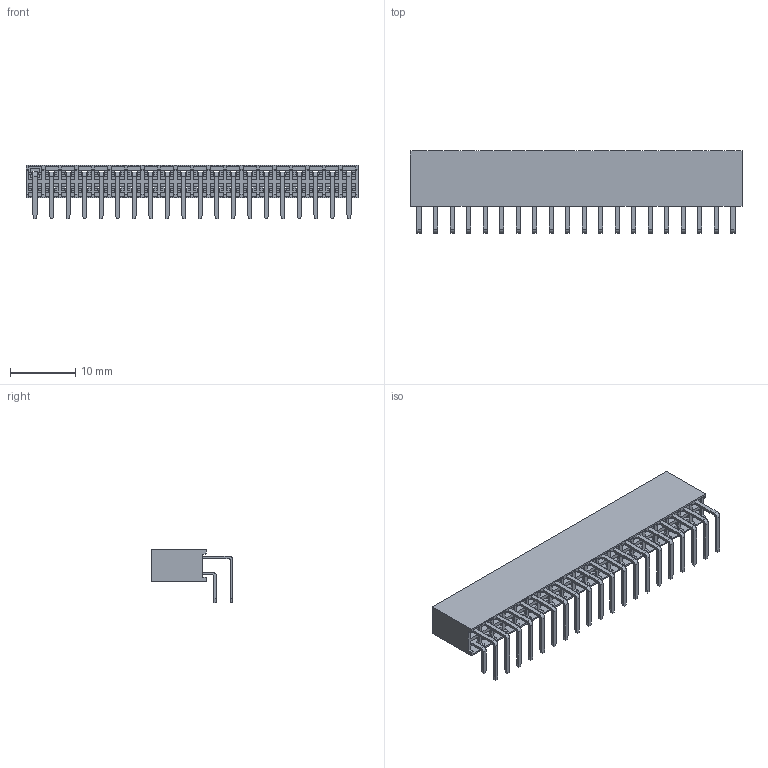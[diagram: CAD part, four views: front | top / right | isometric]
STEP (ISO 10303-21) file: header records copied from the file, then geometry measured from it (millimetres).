
FILE_DESCRIPTION(('STEP AP242'),'1');
FILE_NAME('female_header_a-bl254-da-g40d.stp','2019-09-10T17:54:08',('TraceParts'),('TraceParts S.A.'),'Spatial InterOp 3D',' ',' ');
FILE_SCHEMA(('AP242_MANAGED_MODEL_BASED_3D_ENGINEERING_MIM_LF {1 0 10303 442 1 1 4}'));
Length unit declared in the file: millimetre
Products named in the file (1): female_header_a-bl254-da-g40d
Bounding box: 51.05 x 12.6 x 8.2 mm (x, y, z)
Volume: 982.8 mm3; surface area: 4771 mm2
Topology: 1 solids, 1 shells, 1446 faces, 4446 edges, 2964 vertices
Faces by surface type: plane 1184, cylinder 262
Entity records: 60978 total; most frequent: ORIENTED_EDGE 8892, CARTESIAN_POINT 8857, DIRECTION 7864, EDGE_CURVE 4446, LINE 3922, VECTOR 3922, VERTEX_POINT 2964, AXIS2_PLACEMENT_3D 1971
